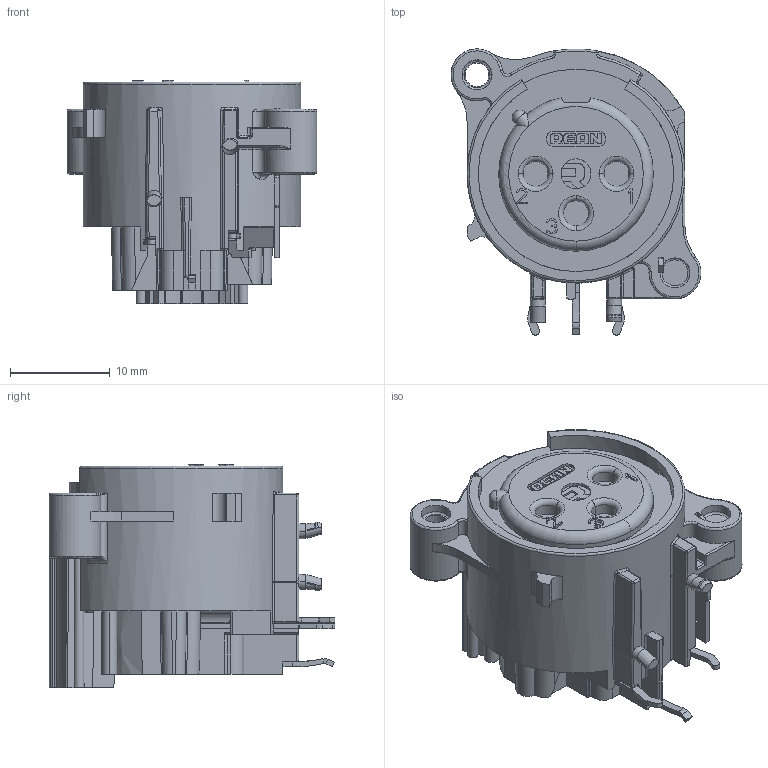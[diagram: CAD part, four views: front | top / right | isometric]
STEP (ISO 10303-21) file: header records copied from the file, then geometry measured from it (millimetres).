
FILE_DESCRIPTION((''),'2;1');
FILE_NAME('RRX3F-AA-010-0','2024-04-25T16:38:48',('summer.xia'),(''),'CREO PARAMETRIC BY PTC INC, 2023424','CREO PARAMETRIC BY PTC INC, 2023424','');
FILE_SCHEMA(('CONFIG_CONTROL_DESIGN'));
Length unit declared in the file: millimetre
Products named in the file (1): RRX3F-AA-010-0
Bounding box: 25 x 28.6 x 22.4 mm (x, y, z)
Volume: 7178.1 mm3; surface area: 3552.6 mm2
Topology: 1 solids, 6 shells, 833 faces, 2416 edges, 1587 vertices
Faces by surface type: plane 455, cylinder 247, torus 45, bspline 28, extrusion 27, sphere 16, cone 15
Entity records: 29774 total; most frequent: CARTESIAN_POINT 8083, ORIENTED_EDGE 4768, DIRECTION 4238, EDGE_CURVE 2384, VERTEX_POINT 1561, VECTOR 1460, LINE 1433, AXIS2_PLACEMENT_3D 1389
